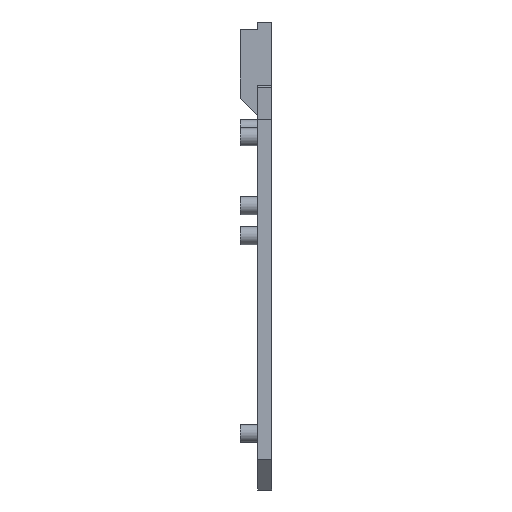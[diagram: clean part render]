
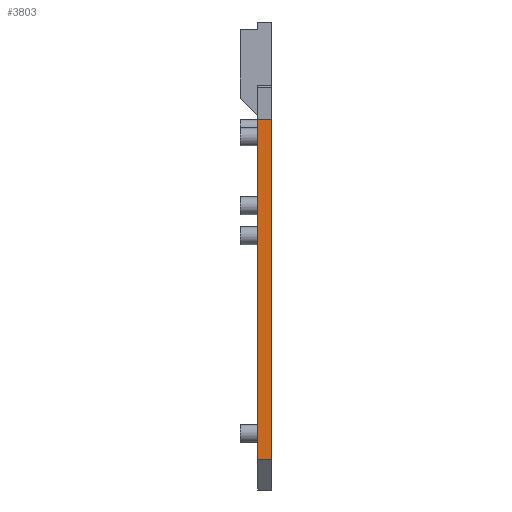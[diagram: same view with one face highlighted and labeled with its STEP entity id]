
A CAD part, left-side view. The second image highlights one B-rep face of the part: STEP entity #3803.
In plain terms, the highlighted planar face has unit normal (-1, 0, 0).
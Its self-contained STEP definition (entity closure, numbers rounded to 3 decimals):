
#405=FACE_OUTER_BOUND('',#665,.T.);
#665=EDGE_LOOP('',(#3441,#3442,#3443,#3444));
#759=LINE('',#5325,#1193);
#954=LINE('',#5843,#1388);
#969=LINE('',#5896,#1403);
#1100=LINE('',#6188,#1534);
#1193=VECTOR('',#4235,10.);
#1388=VECTOR('',#4734,10.);
#1403=VECTOR('',#4803,10.);
#1534=VECTOR('',#5116,10.);
#1629=VERTEX_POINT('',#5322);
#1630=VERTEX_POINT('',#5324);
#1800=VERTEX_POINT('',#5840);
#1801=VERTEX_POINT('',#5842);
#1977=EDGE_CURVE('',#1629,#1630,#759,.T.);
#2237=EDGE_CURVE('',#1800,#1801,#954,.T.);
#2263=EDGE_CURVE('',#1629,#1801,#969,.T.);
#2404=EDGE_CURVE('',#1630,#1800,#1100,.T.);
#3441=ORIENTED_EDGE('',*,*,#2263,.T.);
#3442=ORIENTED_EDGE('',*,*,#2237,.F.);
#3443=ORIENTED_EDGE('',*,*,#2404,.F.);
#3444=ORIENTED_EDGE('',*,*,#1977,.F.);
#3603=PLANE('',#4105);
#3803=ADVANCED_FACE('',(#405),#3603,.T.);
#4105=AXIS2_PLACEMENT_3D('',#6187,#5114,#5115);
#4235=DIRECTION('',(0.,0.,-1.));
#4734=DIRECTION('',(0.,0.,1.));
#4803=DIRECTION('',(0.,1.,0.));
#5114=DIRECTION('center_axis',(-1.,0.,0.));
#5115=DIRECTION('ref_axis',(0.,0.,1.));
#5116=DIRECTION('',(0.,1.,0.));
#5322=CARTESIAN_POINT('',(-53.,27.,42.5));
#5324=CARTESIAN_POINT('',(-53.,27.,-53.5));
#5325=CARTESIAN_POINT('',(-53.,27.,-53.5));
#5840=CARTESIAN_POINT('',(-53.,31.,-53.5));
#5842=CARTESIAN_POINT('',(-53.,31.,42.5));
#5843=CARTESIAN_POINT('',(-53.,31.,-53.5));
#5896=CARTESIAN_POINT('',(-53.,28.,42.5));
#6187=CARTESIAN_POINT('Origin',(-53.,28.,-53.5));
#6188=CARTESIAN_POINT('',(-53.,28.,-53.5));
